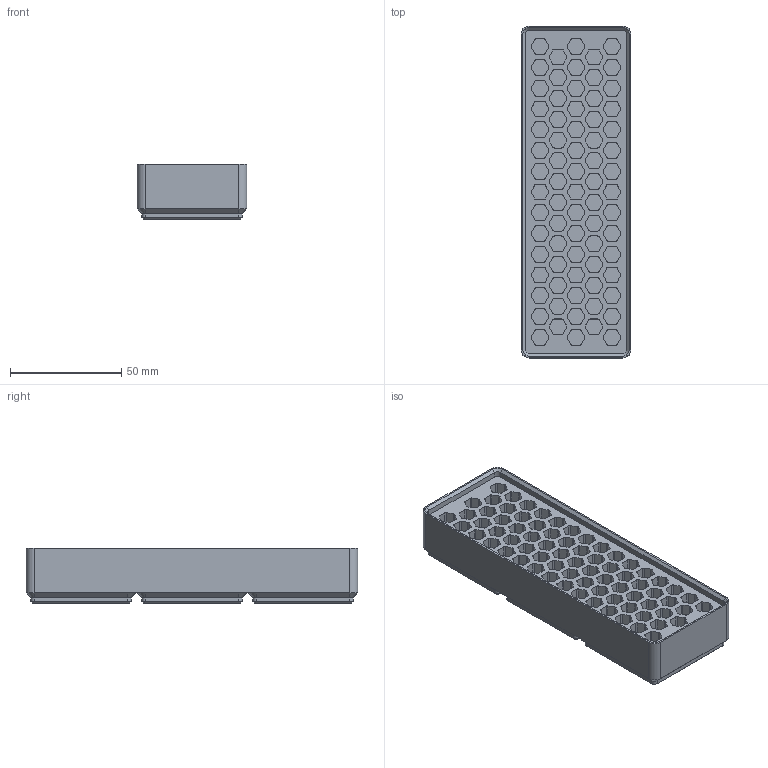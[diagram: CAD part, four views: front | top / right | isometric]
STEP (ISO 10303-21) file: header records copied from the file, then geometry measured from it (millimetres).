
FILE_DESCRIPTION(/* description */ (''),/* implementation_level */ '2;1');
FILE_NAME(/* name */ 'Driver Bit Tray 1x3x3H.stp',/* time_stamp */ '2025-10-06T17:23:37-04:00',/* author */ ('JoshuaEah'),/* organization */ (''),/* preprocessor_version */ 'ST-DEVELOPER v20.1',/* originating_system */ 'Autodesk Inventor 2026',/* authorisation */ '');
FILE_SCHEMA (('AUTOMOTIVE_DESIGN { 1 0 10303 214 3 1 1 }'));
Length unit declared in the file: millimetre
Products named in the file (1): Driver Bit Tray
Bounding box: 49.5 x 149.5 x 24.8 mm (x, y, z)
Volume: 114130.7 mm3; surface area: 46695 mm2
Topology: 1 solids, 1 shells, 1054 faces, 2862 edges, 1884 vertices
Faces by surface type: plane 568, cylinder 458, cone 28
Entity records: 33365 total; most frequent: DIRECTION 5904, CARTESIAN_POINT 5817, ORIENTED_EDGE 5724, EDGE_CURVE 2862, AXIS2_PLACEMENT_3D 1995, LINE 1914, VECTOR 1914, VERTEX_POINT 1884
